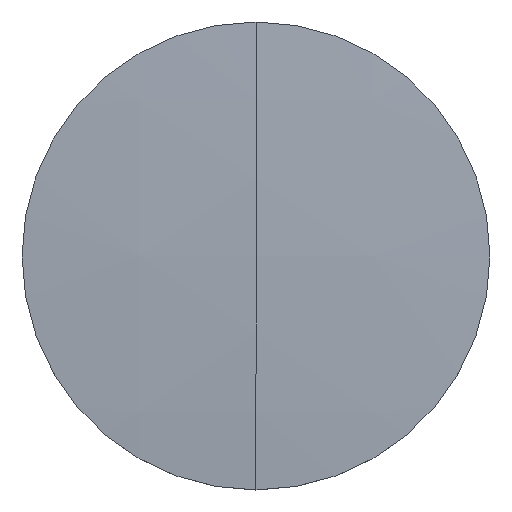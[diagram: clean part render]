
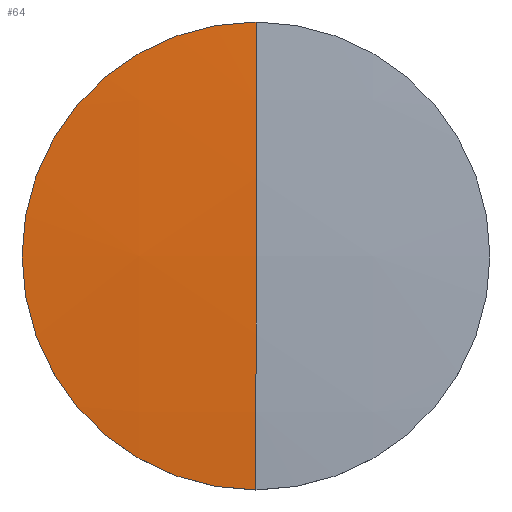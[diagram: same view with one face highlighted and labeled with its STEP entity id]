
A CAD part, top view. The second image highlights one B-rep face of the part: STEP entity #64.
In plain terms, the highlighted spherical face has radius 386.31 mm.
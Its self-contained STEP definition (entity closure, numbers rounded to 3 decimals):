
#35 = ORIENTED_EDGE ( 'NONE', *, *, #55, .T. ) ;
#39 = EDGE_CURVE ( 'NONE', #45, #60, #88, .T. ) ;
#45 = VERTEX_POINT ( 'NONE', #144 ) ;
#49 = EDGE_LOOP ( 'NONE', ( #50, #76, #35, #53 ) ) ;
#50 = ORIENTED_EDGE ( 'NONE', *, *, #72, .T. ) ;
#51 = VERTEX_POINT ( 'NONE', #111 ) ;
#53 = ORIENTED_EDGE ( 'NONE', *, *, #67, .F. ) ;
#55 = EDGE_CURVE ( 'NONE', #60, #51, #112, .T. ) ;
#60 = VERTEX_POINT ( 'NONE', #100 ) ;
#64 = ADVANCED_FACE ( 'NONE', ( #122 ), #101, .T. ) ;
#67 = EDGE_CURVE ( 'NONE', #73, #51, #133, .T. ) ;
#72 = EDGE_CURVE ( 'NONE', #73, #45, #235, .T. ) ;
#73 = VERTEX_POINT ( 'NONE', #234 ) ;
#76 = ORIENTED_EDGE ( 'NONE', *, *, #39, .T. ) ;
#79 = CARTESIAN_POINT ( 'NONE',  ( 0., 0., 1.079 ) ) ;
#87 = AXIS2_PLACEMENT_3D ( 'NONE', #79, #91, #90 ) ;
#88 = CIRCLE ( 'NONE', #87, 25.4 ) ;
#90 = DIRECTION ( 'NONE',  ( 1., 0., 0. ) ) ;
#91 = DIRECTION ( 'NONE',  ( 0., 0., 1. ) ) ;
#100 = CARTESIAN_POINT ( 'NONE',  ( 0., -25.4, 1.079 ) ) ;
#101 = SPHERICAL_SURFACE ( 'NONE', #136, 386.31 ) ;
#111 = CARTESIAN_POINT ( 'NONE',  ( 0., 0., 1.915 ) ) ;
#112 = CIRCLE ( 'NONE', #124, 386.31 ) ;
#113 = DIRECTION ( 'NONE',  ( -1., 0., 0. ) ) ;
#122 = FACE_OUTER_BOUND ( 'NONE', #49, .T. ) ;
#123 = CARTESIAN_POINT ( 'NONE',  ( 0., 0., -384.395 ) ) ;
#124 = AXIS2_PLACEMENT_3D ( 'NONE', #123, #113, #143 ) ;
#125 = DIRECTION ( 'NONE',  ( 0., 1., 0. ) ) ;
#126 = DIRECTION ( 'NONE',  ( -1., 0., 0. ) ) ;
#127 = CARTESIAN_POINT ( 'NONE',  ( 0., 0., -384.395 ) ) ;
#133 = CIRCLE ( 'NONE', #173, 386.31 ) ;
#136 = AXIS2_PLACEMENT_3D ( 'NONE', #127, #126, #125 ) ;
#143 = DIRECTION ( 'NONE',  ( 0., -1., 0. ) ) ;
#144 = CARTESIAN_POINT ( 'NONE',  ( -25.4, 0., 1.079 ) ) ;
#170 = CARTESIAN_POINT ( 'NONE',  ( 0., 0., -384.395 ) ) ;
#173 = AXIS2_PLACEMENT_3D ( 'NONE', #170, #174, #175 ) ;
#174 = DIRECTION ( 'NONE',  ( 1., 0., 0. ) ) ;
#175 = DIRECTION ( 'NONE',  ( 0., 0., -1. ) ) ;
#227 = DIRECTION ( 'NONE',  ( 0., 0., 1. ) ) ;
#234 = CARTESIAN_POINT ( 'NONE',  ( 0., 25.4, 1.079 ) ) ;
#235 = CIRCLE ( 'NONE', #239, 25.4 ) ;
#238 = CARTESIAN_POINT ( 'NONE',  ( 0., 0., 1.079 ) ) ;
#239 = AXIS2_PLACEMENT_3D ( 'NONE', #238, #227, #248 ) ;
#248 = DIRECTION ( 'NONE',  ( 1., 0., 0. ) ) ;
